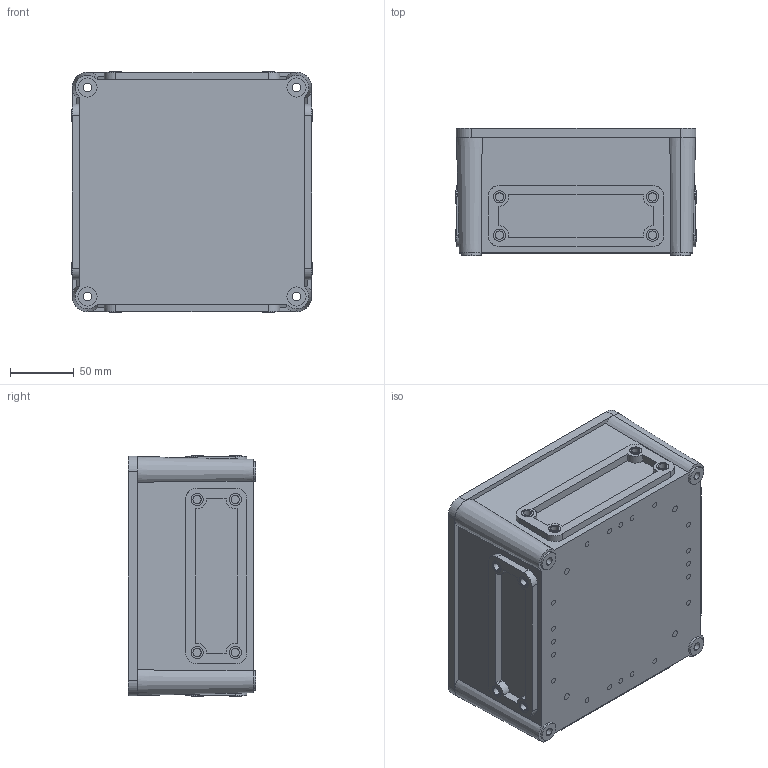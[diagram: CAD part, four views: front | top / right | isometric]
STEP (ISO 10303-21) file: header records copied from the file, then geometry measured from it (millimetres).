
FILE_DESCRIPTION (( 'STEP AP214' ), '1' );
FILE_NAME ('Fibox_EKHA_190x190x100_B.STEP', '2010-08-30T07:10:20', ( '' ), ( '' ), 'SwSTEP 2.0', 'SolidWorks 2010', '' );
FILE_SCHEMA (( 'AUTOMOTIVE_DESIGN' ));
Length unit declared in the file: millimetre
Products named in the file (1): Fibox_EKHA_190x190x100_B
Bounding box: 189 x 100 x 189 mm (x, y, z)
Volume: 428815.3 mm3; surface area: 244166.4 mm2
Topology: 1 solids, 1 shells, 594 faces, 1398 edges, 924 vertices
Faces by surface type: cylinder 316, plane 259, cone 19
Entity records: 17784 total; most frequent: DIRECTION 3206, CARTESIAN_POINT 2989, ORIENTED_EDGE 2796, EDGE_CURVE 1398, AXIS2_PLACEMENT_3D 1237, VERTEX_POINT 924, VECTOR 732, LINE 732
